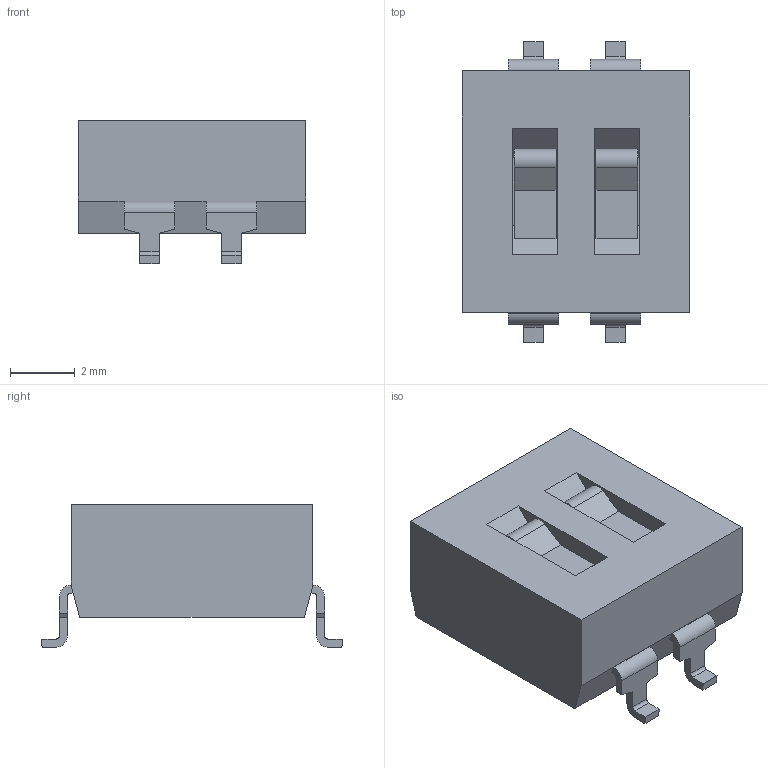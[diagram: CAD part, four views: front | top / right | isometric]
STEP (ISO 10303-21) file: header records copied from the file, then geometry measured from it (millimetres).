
FILE_DESCRIPTION((''),'2;1');
FILE_NAME('C-1825059-6','2009-08-26T',('workeradm'),(''),'PRO/ENGINEER BY PARAMETRIC TECHNOLOGY CORPORATION, 2008380','PRO/ENGINEER BY PARAMETRIC TECHNOLOGY CORPORATION, 2008380','');
FILE_SCHEMA(('AUTOMOTIVE_DESIGN { 1 0 10303 214 1 1 1 1 }'));
Length unit declared in the file: millimetre
Products named in the file (1): C-1825059-6
Bounding box: 7.06 x 9.32 x 4.44 mm (x, y, z)
Volume: 181.8 mm3; surface area: 252.4 mm2
Topology: 1 solids, 1 shells, 104 faces, 294 edges, 192 vertices
Faces by surface type: plane 86, cylinder 18
Entity records: 3366 total; most frequent: CARTESIAN_POINT 591, ORIENTED_EDGE 588, DIRECTION 538, EDGE_CURVE 294, VECTOR 258, LINE 258, VERTEX_POINT 192, AXIS2_PLACEMENT_3D 140
